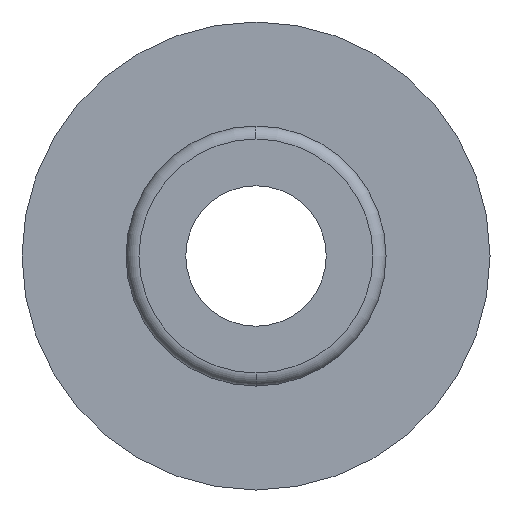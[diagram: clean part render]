
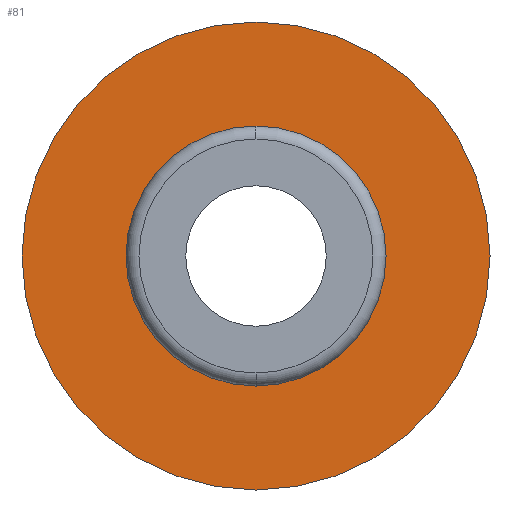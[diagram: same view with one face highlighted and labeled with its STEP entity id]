
A CAD part, front view. The second image highlights one B-rep face of the part: STEP entity #81.
In plain terms, the highlighted planar face has unit normal (0, -1, 0).
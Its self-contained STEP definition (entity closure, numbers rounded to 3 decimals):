
#81=ADVANCED_FACE('',(#170,#171),#172,.T.);
#170=FACE_OUTER_BOUND('',#269,.T.);
#171=FACE_BOUND('',#270,.T.);
#172=PLANE('',#271);
#269=EDGE_LOOP('',(#437,#438));
#270=EDGE_LOOP('',(#439,#440));
#271=AXIS2_PLACEMENT_3D('',#441,#442,#443);
#437=ORIENTED_EDGE('',*,*,#609,.F.);
#438=ORIENTED_EDGE('',*,*,#628,.F.);
#439=ORIENTED_EDGE('',*,*,#567,.F.);
#440=ORIENTED_EDGE('',*,*,#629,.F.);
#441=CARTESIAN_POINT('',(2.25,10.0,0.0));
#442=DIRECTION('',(-0.0,-1.0,-0.0));
#443=DIRECTION('',(-1.0,0.0,0.0));
#567=EDGE_CURVE('',#662,#658,#664,.T.);
#609=EDGE_CURVE('',#730,#733,#734,.T.);
#628=EDGE_CURVE('',#733,#730,#760,.T.);
#629=EDGE_CURVE('',#658,#662,#761,.T.);
#658=VERTEX_POINT('',#791);
#662=VERTEX_POINT('',#796);
#664=CIRCLE('',#799,2.5);
#730=VERTEX_POINT('',#877);
#733=VERTEX_POINT('',#881);
#734=CIRCLE('',#882,4.5);
#760=CIRCLE('',#913,4.5);
#761=CIRCLE('',#914,2.5);
#791=CARTESIAN_POINT('',(2.5,10.0,0.));
#796=CARTESIAN_POINT('',(-2.5,10.0,0.));
#799=AXIS2_PLACEMENT_3D('',#947,#948,#949);
#877=CARTESIAN_POINT('',(4.5,10.0,0.0));
#881=CARTESIAN_POINT('',(-4.5,10.0,0.));
#882=AXIS2_PLACEMENT_3D('',#1020,#1021,#1022);
#913=AXIS2_PLACEMENT_3D('',#1052,#1053,#1054);
#914=AXIS2_PLACEMENT_3D('',#1055,#1056,#1057);
#947=CARTESIAN_POINT('',(0.0,10.0,0.0));
#948=DIRECTION('',(0.0,-1.0,0.0));
#949=DIRECTION('',(1.0,0.0,0.0));
#1020=CARTESIAN_POINT('',(0.0,10.0,0.0));
#1021=DIRECTION('',(-0.0,1.0,0.0));
#1022=DIRECTION('',(1.0,0.0,0.0));
#1052=CARTESIAN_POINT('',(0.0,10.0,0.0));
#1053=DIRECTION('',(-0.0,1.0,0.0));
#1054=DIRECTION('',(1.0,0.0,0.0));
#1055=CARTESIAN_POINT('',(0.0,10.0,0.0));
#1056=DIRECTION('',(0.0,-1.0,0.0));
#1057=DIRECTION('',(1.0,0.0,0.0));
